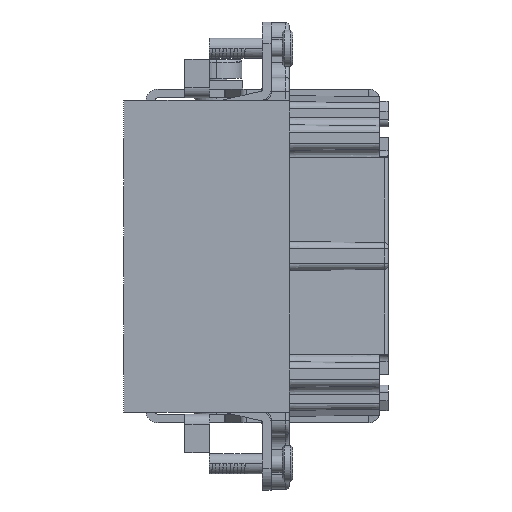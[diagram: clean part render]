
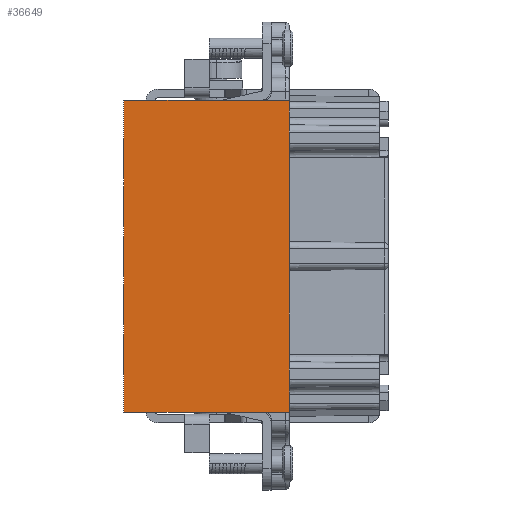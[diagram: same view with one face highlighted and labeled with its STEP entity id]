
A CAD part, left-side view. The second image highlights one B-rep face of the part: STEP entity #36649.
In plain terms, the highlighted planar face has unit normal (-1, 0, 0).
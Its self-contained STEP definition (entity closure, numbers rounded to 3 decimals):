
#2021=DIRECTION('',(0.,0.,-1.));
#2022=VECTOR('',#2021,42.8);
#2023=CARTESIAN_POINT('',(-17.,0.,27.9));
#2024=LINE('',#2023,#2022);
#8939=DIRECTION('',(0.,0.,-1.));
#8940=VECTOR('',#8939,42.8);
#8941=CARTESIAN_POINT('',(-17.,22.7,27.9));
#8942=LINE('',#8941,#8940);
#10771=DIRECTION('',(0.,-1.,0.));
#10772=VECTOR('',#10771,22.7);
#10773=CARTESIAN_POINT('',(-17.,22.7,27.9));
#10774=LINE('',#10773,#10772);
#10775=DIRECTION('',(0.,1.,0.));
#10776=VECTOR('',#10775,22.7);
#10777=CARTESIAN_POINT('',(-17.,0.,-14.9));
#10778=LINE('',#10777,#10776);
#23205=CARTESIAN_POINT('',(-17.,22.7,27.9));
#23207=VERTEX_POINT('',#23205);
#23208=CARTESIAN_POINT('',(-17.,22.7,-14.9));
#23209=VERTEX_POINT('',#23208);
#23488=CARTESIAN_POINT('',(-17.,0.,27.9));
#23489=CARTESIAN_POINT('',(-17.,0.,-14.9));
#23490=VERTEX_POINT('',#23488);
#23491=VERTEX_POINT('',#23489);
#36638=CARTESIAN_POINT('',(-17.,0.,-14.9));
#36639=DIRECTION('',(-1.,0.,0.));
#36640=DIRECTION('',(0.,0.,1.));
#36641=AXIS2_PLACEMENT_3D('',#36638,#36639,#36640);
#36642=PLANE('',#36641);
#36643=ORIENTED_EDGE('',*,*,#25602,.T.);
#36644=ORIENTED_EDGE('',*,*,#26352,.T.);
#36645=ORIENTED_EDGE('',*,*,#28263,.T.);
#36646=ORIENTED_EDGE('',*,*,#35621,.F.);
#36647=EDGE_LOOP('',(#36643,#36644,#36645,#36646));
#36648=FACE_OUTER_BOUND('',#36647,.F.);
#36649=ADVANCED_FACE('',(#36648),#36642,.T.);
#25602=EDGE_CURVE('',#23207,#23490,#10774,.T.);
#26352=EDGE_CURVE('',#23490,#23491,#2024,.T.);
#28263=EDGE_CURVE('',#23491,#23209,#10778,.T.);
#35621=EDGE_CURVE('',#23207,#23209,#8942,.T.);
